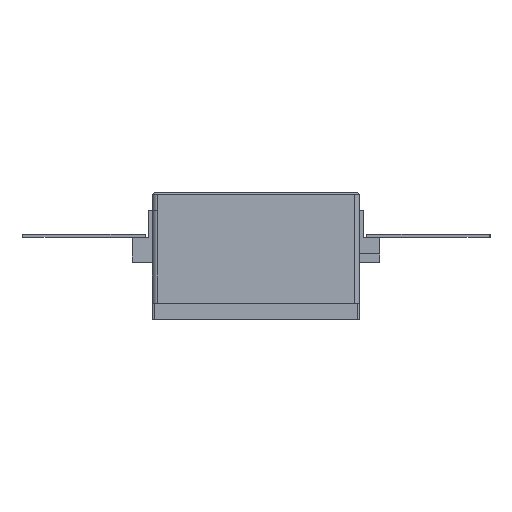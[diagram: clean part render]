
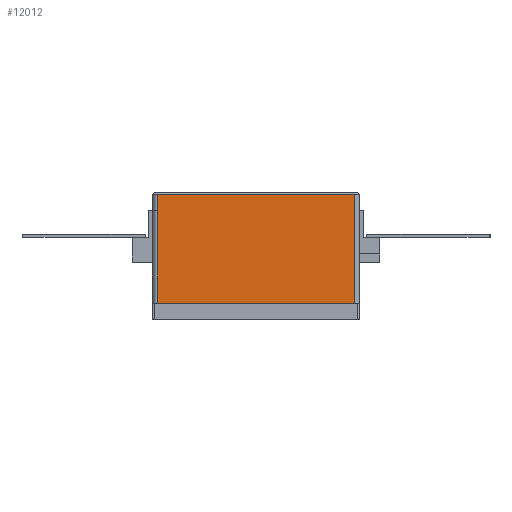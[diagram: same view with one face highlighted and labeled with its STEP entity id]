
A CAD part, left-side view. The second image highlights one B-rep face of the part: STEP entity #12012.
In plain terms, the highlighted planar face has unit normal (-1, 0, 0).
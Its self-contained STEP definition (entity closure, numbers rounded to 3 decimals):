
#1326=FACE_OUTER_BOUND('',#1950,.T.);
#1950=EDGE_LOOP('',(#10204,#10205,#10206,#10207,#10208,#10209,#10210));
#3181=LINE('',#18496,#4502);
#3195=LINE('',#18536,#4516);
#3203=LINE('',#18560,#4524);
#3205=LINE('',#18564,#4526);
#3206=LINE('',#18566,#4527);
#3207=LINE('',#18568,#4528);
#3208=LINE('',#18569,#4529);
#4502=VECTOR('',#15243,1.);
#4516=VECTOR('',#15281,12.1);
#4524=VECTOR('',#15307,0.002);
#4526=VECTOR('',#15313,0.002);
#4527=VECTOR('',#15314,5.7);
#4528=VECTOR('',#15315,12.1);
#4529=VECTOR('',#15316,6.7);
#5881=VERTEX_POINT('',#18490);
#5883=VERTEX_POINT('',#18494);
#5892=VERTEX_POINT('',#18520);
#5896=VERTEX_POINT('',#18532);
#5904=VERTEX_POINT('',#18559);
#5905=VERTEX_POINT('',#18565);
#5906=VERTEX_POINT('',#18567);
#7373=EDGE_CURVE('',#5883,#5881,#3181,.T.);
#7393=EDGE_CURVE('',#5892,#5896,#3195,.T.);
#7405=EDGE_CURVE('',#5896,#5904,#3203,.T.);
#7408=EDGE_CURVE('',#5892,#5881,#3205,.T.);
#7409=EDGE_CURVE('',#5905,#5883,#3206,.T.);
#7410=EDGE_CURVE('',#5906,#5905,#3207,.T.);
#7411=EDGE_CURVE('',#5906,#5904,#3208,.T.);
#10204=ORIENTED_EDGE('',*,*,#7405,.F.);
#10205=ORIENTED_EDGE('',*,*,#7393,.F.);
#10206=ORIENTED_EDGE('',*,*,#7408,.T.);
#10207=ORIENTED_EDGE('',*,*,#7373,.F.);
#10208=ORIENTED_EDGE('',*,*,#7409,.F.);
#10209=ORIENTED_EDGE('',*,*,#7410,.F.);
#10210=ORIENTED_EDGE('',*,*,#7411,.T.);
#11468=PLANE('',#12831);
#12012=ADVANCED_FACE('',(#1326),#11468,.T.);
#12831=AXIS2_PLACEMENT_3D('',#18563,#15311,#15312);
#15243=DIRECTION('',(0.,0.,1.));
#15281=DIRECTION('',(0.,-1.,0.));
#15307=DIRECTION('',(0.,0.,-1.));
#15311=DIRECTION('center_axis',(-1.,0.,0.));
#15312=DIRECTION('ref_axis',(0.,0.,1.));
#15313=DIRECTION('',(0.,0.,-1.));
#15314=DIRECTION('',(0.,0.,1.));
#15315=DIRECTION('',(0.,1.,0.));
#15316=DIRECTION('',(0.,0.,1.));
#18490=CARTESIAN_POINT('',(-10.797,10.139,11.805));
#18494=CARTESIAN_POINT('',(-10.797,10.139,10.805));
#18496=CARTESIAN_POINT('',(-10.797,10.139,10.805));
#18520=CARTESIAN_POINT('',(-10.797,10.139,11.807));
#18532=CARTESIAN_POINT('',(-10.797,-1.961,11.807));
#18536=CARTESIAN_POINT('',(-10.797,7.114,11.807));
#18559=CARTESIAN_POINT('',(-10.797,-1.961,11.805));
#18560=CARTESIAN_POINT('',(-10.797,-1.961,11.905));
#18563=CARTESIAN_POINT('Origin',(-10.797,10.139,11.905));
#18564=CARTESIAN_POINT('',(-10.797,10.139,11.905));
#18565=CARTESIAN_POINT('',(-10.797,10.138,5.105));
#18566=CARTESIAN_POINT('',(-10.797,10.138,5.105));
#18567=CARTESIAN_POINT('',(-10.797,-1.961,5.105));
#18568=CARTESIAN_POINT('',(-10.797,1.064,5.105));
#18569=CARTESIAN_POINT('',(-10.797,-1.961,5.105));
